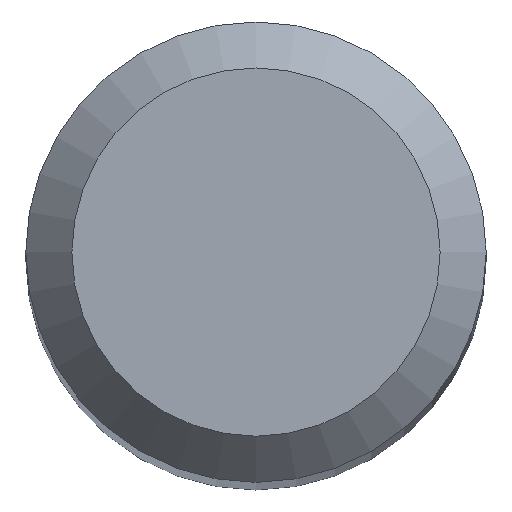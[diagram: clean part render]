
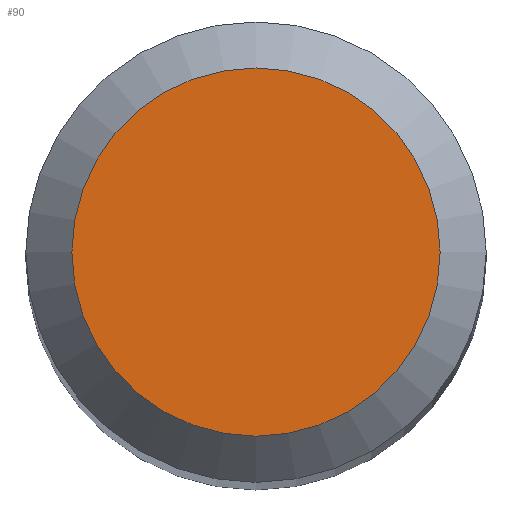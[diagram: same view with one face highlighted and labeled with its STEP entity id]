
A CAD part, top view. The second image highlights one B-rep face of the part: STEP entity #90.
In plain terms, the highlighted planar face has unit normal (0, 0, 1).
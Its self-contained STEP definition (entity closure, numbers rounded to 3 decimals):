
#42 = CIRCLE ( 'NONE', #50, 1.2 ) ;
#50 = AXIS2_PLACEMENT_3D ( 'NONE', #191, #167, #149 ) ;
#90 = ADVANCED_FACE ( 'NONE', ( #205 ), #93, .F. ) ;
#93 = PLANE ( 'NONE',  #95 ) ;
#95 = AXIS2_PLACEMENT_3D ( 'NONE', #182, #229, #281 ) ;
#107 = CARTESIAN_POINT ( 'NONE',  ( 0., 1.2, 50. ) ) ;
#149 = DIRECTION ( 'NONE',  ( 0., 1., 0. ) ) ;
#167 = DIRECTION ( 'NONE',  ( 0., 0., -1. ) ) ;
#182 = CARTESIAN_POINT ( 'NONE',  ( 0., 0., 50. ) ) ;
#191 = CARTESIAN_POINT ( 'NONE',  ( 0., 0., 50. ) ) ;
#205 = FACE_OUTER_BOUND ( 'NONE', #250, .T. ) ;
#221 = EDGE_CURVE ( 'NONE', #225, #225, #42, .T. ) ;
#225 = VERTEX_POINT ( 'NONE', #107 ) ;
#229 = DIRECTION ( 'NONE',  ( 0., 0., -1. ) ) ;
#250 = EDGE_LOOP ( 'NONE', ( #286 ) ) ;
#281 = DIRECTION ( 'NONE',  ( 0., 1., 0. ) ) ;
#286 = ORIENTED_EDGE ( 'NONE', *, *, #221, .F. ) ;
